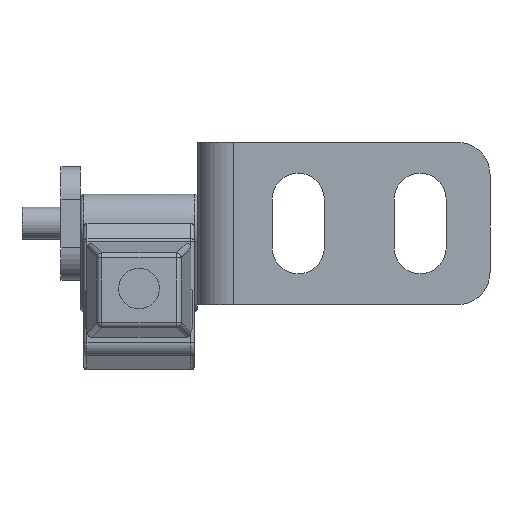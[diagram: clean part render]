
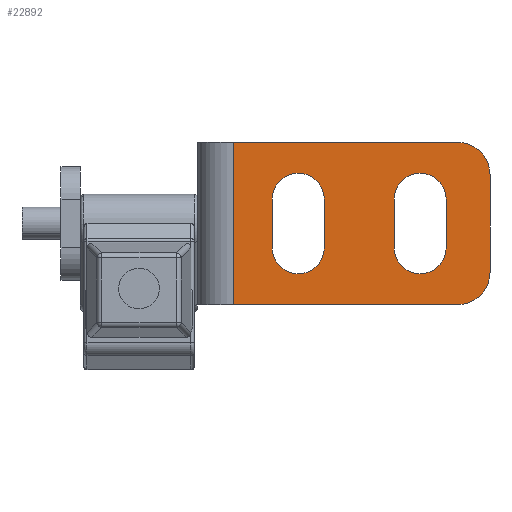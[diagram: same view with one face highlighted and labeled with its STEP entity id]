
A CAD part, front view. The second image highlights one B-rep face of the part: STEP entity #22892.
In plain terms, the highlighted planar face has unit normal (0, -1, 0).
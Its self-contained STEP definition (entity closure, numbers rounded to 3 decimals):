
#1 = LINE ( 'NONE', #6938, #23992 ) ;
#110 = CIRCLE ( 'NONE', #11834, 2. ) ;
#116 = DIRECTION ( 'NONE',  ( 0., 0., -1. ) ) ;
#244 = CARTESIAN_POINT ( 'NONE',  ( -17.913, -5.675, 46.78 ) ) ;
#642 = EDGE_CURVE ( 'NONE', #26195, #11914, #9109, .T. ) ;
#971 = VERTEX_POINT ( 'NONE', #8959 ) ;
#1018 = EDGE_CURVE ( 'NONE', #7653, #26195, #16636, .T. ) ;
#1544 = PLANE ( 'NONE',  #7457 ) ;
#1600 = EDGE_CURVE ( 'NONE', #17164, #11087, #1670, .T. ) ;
#1670 = LINE ( 'NONE', #28059, #23908 ) ;
#2259 = ORIENTED_EDGE ( 'NONE', *, *, #23891, .F. ) ;
#2710 = CARTESIAN_POINT ( 'NONE',  ( -12.013, -5.675, 40.28 ) ) ;
#2888 = EDGE_CURVE ( 'NONE', #5770, #26444, #2908, .T. ) ;
#2908 = LINE ( 'NONE', #15472, #8128 ) ;
#3088 = CARTESIAN_POINT ( 'NONE',  ( -25.413, -5.675, 46.78 ) ) ;
#3132 = CARTESIAN_POINT ( 'NONE',  ( -12.013, -5.675, 42.28 ) ) ;
#3201 = DIRECTION ( 'NONE',  ( 0., 0., -1. ) ) ;
#3451 = EDGE_LOOP ( 'NONE', ( #7857, #25559, #23470, #25172 ) ) ;
#3454 = ORIENTED_EDGE ( 'NONE', *, *, #14637, .T. ) ;
#3562 = VERTEX_POINT ( 'NONE', #26308 ) ;
#3775 = DIRECTION ( 'NONE',  ( 0., 0., -1. ) ) ;
#3835 = FACE_BOUND ( 'NONE', #26534, .T. ) ;
#4256 = VERTEX_POINT ( 'NONE', #3132 ) ;
#4636 = DIRECTION ( 'NONE',  ( 0., 0., 1. ) ) ;
#4761 = EDGE_CURVE ( 'NONE', #4256, #971, #21686, .T. ) ;
#5078 = CIRCLE ( 'NONE', #11145, 1.6 ) ;
#5094 = DIRECTION ( 'NONE',  ( 0., 1., 0. ) ) ;
#5285 = VECTOR ( 'NONE', #24620, 1000. ) ;
#5765 = ORIENTED_EDGE ( 'NONE', *, *, #14307, .T. ) ;
#5770 = VERTEX_POINT ( 'NONE', #20114 ) ;
#5917 = CARTESIAN_POINT ( 'NONE',  ( -25.413, -5.675, 43.78 ) ) ;
#5972 = CARTESIAN_POINT ( 'NONE',  ( -16.313, -5.675, 46.78 ) ) ;
#6300 = DIRECTION ( 'NONE',  ( 0., -1., 0. ) ) ;
#6368 = CARTESIAN_POINT ( 'NONE',  ( -30.013, -5.675, 50.28 ) ) ;
#6938 = CARTESIAN_POINT ( 'NONE',  ( -22.213, -5.675, 40.28 ) ) ;
#7388 = CARTESIAN_POINT ( 'NONE',  ( -16.313, -5.675, 43.78 ) ) ;
#7457 = AXIS2_PLACEMENT_3D ( 'NONE', #26379, #28499, #3775 ) ;
#7653 = VERTEX_POINT ( 'NONE', #5917 ) ;
#7857 = ORIENTED_EDGE ( 'NONE', *, *, #1600, .F. ) ;
#8128 = VECTOR ( 'NONE', #20106, 1000. ) ;
#8136 = EDGE_CURVE ( 'NONE', #24237, #18030, #25939, .T. ) ;
#8703 = DIRECTION ( 'NONE',  ( 0., 0., 1. ) ) ;
#8959 = CARTESIAN_POINT ( 'NONE',  ( -12.013, -5.675, 48.28 ) ) ;
#9109 = CIRCLE ( 'NONE', #17967, 1.6 ) ;
#9178 = EDGE_CURVE ( 'NONE', #26444, #4256, #110, .T. ) ;
#9194 = DIRECTION ( 'NONE',  ( 0., 0., 1. ) ) ;
#9576 = ORIENTED_EDGE ( 'NONE', *, *, #9178, .T. ) ;
#9790 = CARTESIAN_POINT ( 'NONE',  ( -23.813, -5.675, 43.78 ) ) ;
#9876 = DIRECTION ( 'NONE',  ( 0., 0., -1. ) ) ;
#10935 = LINE ( 'NONE', #13448, #27897 ) ;
#11087 = VERTEX_POINT ( 'NONE', #22951 ) ;
#11145 = AXIS2_PLACEMENT_3D ( 'NONE', #7388, #11581, #15995 ) ;
#11422 = CIRCLE ( 'NONE', #16267, 1.6 ) ;
#11581 = DIRECTION ( 'NONE',  ( 0., 1., 0. ) ) ;
#11834 = AXIS2_PLACEMENT_3D ( 'NONE', #27982, #19030, #14724 ) ;
#11914 = VERTEX_POINT ( 'NONE', #17515 ) ;
#12519 = ORIENTED_EDGE ( 'NONE', *, *, #642, .T. ) ;
#12621 = ORIENTED_EDGE ( 'NONE', *, *, #26523, .F. ) ;
#13102 = EDGE_LOOP ( 'NONE', ( #19819, #3454, #12621, #5765, #21844, #9576 ) ) ;
#13448 = CARTESIAN_POINT ( 'NONE',  ( -27.813, -5.675, 40.28 ) ) ;
#14305 = DIRECTION ( 'NONE',  ( 0., 1., 0. ) ) ;
#14307 = EDGE_CURVE ( 'NONE', #16336, #5770, #10935, .T. ) ;
#14637 = EDGE_CURVE ( 'NONE', #971, #25365, #20025, .T. ) ;
#14724 = DIRECTION ( 'NONE',  ( 0., 0., -1. ) ) ;
#15472 = CARTESIAN_POINT ( 'NONE',  ( -30.013, -5.675, 40.28 ) ) ;
#15499 = CARTESIAN_POINT ( 'NONE',  ( -14.013, -5.675, 40.28 ) ) ;
#15983 = FACE_BOUND ( 'NONE', #3451, .T. ) ;
#15995 = DIRECTION ( 'NONE',  ( 0., 0., -1. ) ) ;
#16267 = AXIS2_PLACEMENT_3D ( 'NONE', #9790, #5094, #9876 ) ;
#16336 = VERTEX_POINT ( 'NONE', #21208 ) ;
#16636 = LINE ( 'NONE', #26767, #19412 ) ;
#17164 = VERTEX_POINT ( 'NONE', #25526 ) ;
#17208 = DIRECTION ( 'NONE',  ( 0., 1., 0. ) ) ;
#17515 = CARTESIAN_POINT ( 'NONE',  ( -22.213, -5.675, 46.78 ) ) ;
#17530 = AXIS2_PLACEMENT_3D ( 'NONE', #5972, #17208, #23943 ) ;
#17967 = AXIS2_PLACEMENT_3D ( 'NONE', #27555, #14305, #3201 ) ;
#18030 = VERTEX_POINT ( 'NONE', #244 ) ;
#18140 = ORIENTED_EDGE ( 'NONE', *, *, #1018, .T. ) ;
#18680 = CIRCLE ( 'NONE', #17530, 1.6 ) ;
#19030 = DIRECTION ( 'NONE',  ( 0., -1., 0. ) ) ;
#19412 = VECTOR ( 'NONE', #4636, 1000. ) ;
#19552 = CARTESIAN_POINT ( 'NONE',  ( -14.013, -5.675, 48.28 ) ) ;
#19819 = ORIENTED_EDGE ( 'NONE', *, *, #4761, .T. ) ;
#20016 = CARTESIAN_POINT ( 'NONE',  ( -17.913, -5.675, 40.28 ) ) ;
#20025 = CIRCLE ( 'NONE', #25920, 2. ) ;
#20106 = DIRECTION ( 'NONE',  ( 1., 0., 0. ) ) ;
#20114 = CARTESIAN_POINT ( 'NONE',  ( -27.813, -5.675, 40.28 ) ) ;
#21208 = CARTESIAN_POINT ( 'NONE',  ( -27.813, -5.675, 50.28 ) ) ;
#21292 = EDGE_CURVE ( 'NONE', #17164, #24237, #5078, .T. ) ;
#21686 = LINE ( 'NONE', #2710, #28240 ) ;
#21844 = ORIENTED_EDGE ( 'NONE', *, *, #2888, .T. ) ;
#21849 = DIRECTION ( 'NONE',  ( 0., 0., -1. ) ) ;
#21993 = ORIENTED_EDGE ( 'NONE', *, *, #25295, .T. ) ;
#22350 = DIRECTION ( 'NONE',  ( 0., 0., 1. ) ) ;
#22892 = ADVANCED_FACE ( 'NONE', ( #25031, #3835, #15983 ), #1544, .F. ) ;
#22951 = CARTESIAN_POINT ( 'NONE',  ( -14.713, -5.675, 46.78 ) ) ;
#23470 = ORIENTED_EDGE ( 'NONE', *, *, #8136, .T. ) ;
#23891 = EDGE_CURVE ( 'NONE', #3562, #11914, #1, .T. ) ;
#23908 = VECTOR ( 'NONE', #8703, 1000. ) ;
#23943 = DIRECTION ( 'NONE',  ( 0., 0., -1. ) ) ;
#23992 = VECTOR ( 'NONE', #9194, 1000. ) ;
#24237 = VERTEX_POINT ( 'NONE', #26128 ) ;
#24620 = DIRECTION ( 'NONE',  ( 1., 0., 0. ) ) ;
#24983 = EDGE_CURVE ( 'NONE', #18030, #11087, #18680, .T. ) ;
#25031 = FACE_OUTER_BOUND ( 'NONE', #13102, .T. ) ;
#25172 = ORIENTED_EDGE ( 'NONE', *, *, #24983, .T. ) ;
#25295 = EDGE_CURVE ( 'NONE', #3562, #7653, #11422, .T. ) ;
#25365 = VERTEX_POINT ( 'NONE', #27558 ) ;
#25526 = CARTESIAN_POINT ( 'NONE',  ( -14.713, -5.675, 43.78 ) ) ;
#25559 = ORIENTED_EDGE ( 'NONE', *, *, #21292, .T. ) ;
#25920 = AXIS2_PLACEMENT_3D ( 'NONE', #19552, #6300, #21849 ) ;
#25939 = LINE ( 'NONE', #20016, #27672 ) ;
#26128 = CARTESIAN_POINT ( 'NONE',  ( -17.913, -5.675, 43.78 ) ) ;
#26195 = VERTEX_POINT ( 'NONE', #3088 ) ;
#26308 = CARTESIAN_POINT ( 'NONE',  ( -22.213, -5.675, 43.78 ) ) ;
#26379 = CARTESIAN_POINT ( 'NONE',  ( -30.013, -5.675, 40.28 ) ) ;
#26444 = VERTEX_POINT ( 'NONE', #15499 ) ;
#26523 = EDGE_CURVE ( 'NONE', #16336, #25365, #27184, .T. ) ;
#26534 = EDGE_LOOP ( 'NONE', ( #18140, #12519, #2259, #21993 ) ) ;
#26625 = DIRECTION ( 'NONE',  ( 0., 0., 1. ) ) ;
#26767 = CARTESIAN_POINT ( 'NONE',  ( -25.413, -5.675, 40.28 ) ) ;
#27184 = LINE ( 'NONE', #6368, #5285 ) ;
#27555 = CARTESIAN_POINT ( 'NONE',  ( -23.813, -5.675, 46.78 ) ) ;
#27558 = CARTESIAN_POINT ( 'NONE',  ( -14.013, -5.675, 50.28 ) ) ;
#27672 = VECTOR ( 'NONE', #26625, 1000. ) ;
#27897 = VECTOR ( 'NONE', #116, 1000. ) ;
#27982 = CARTESIAN_POINT ( 'NONE',  ( -14.013, -5.675, 42.28 ) ) ;
#28059 = CARTESIAN_POINT ( 'NONE',  ( -14.713, -5.675, 40.28 ) ) ;
#28240 = VECTOR ( 'NONE', #22350, 1000. ) ;
#28499 = DIRECTION ( 'NONE',  ( 0., 1., 0. ) ) ;
